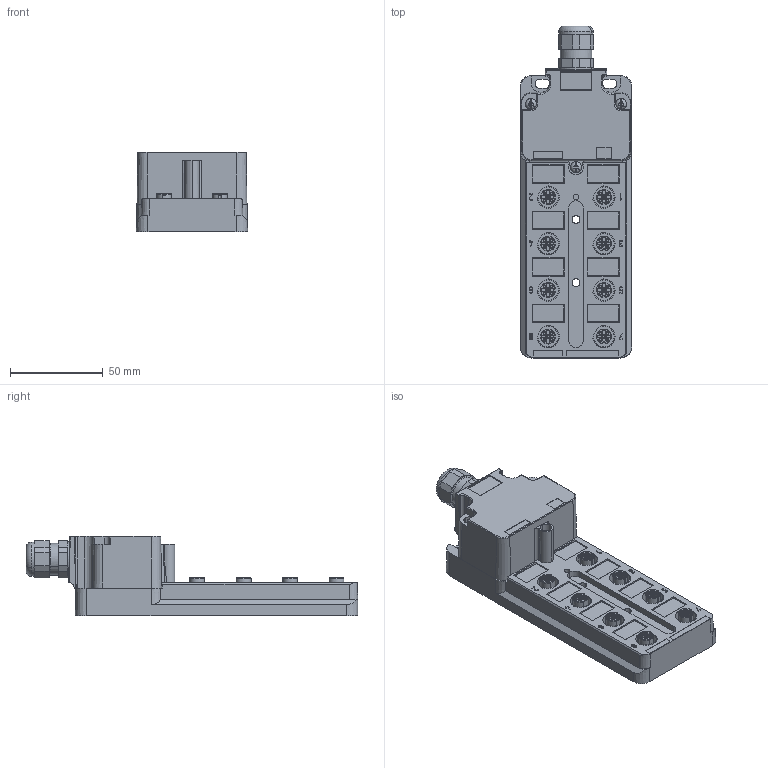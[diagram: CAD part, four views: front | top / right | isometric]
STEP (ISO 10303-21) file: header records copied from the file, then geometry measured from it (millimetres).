
FILE_DESCRIPTION(('CATIA V5 STEP Exchange','CAx-IF Rec.Pracs.--- Model Styling and Organization---1.4--- 2014-01-23'),'2;1');
FILE_NAME ('021406-2_1_1783510000_1783510000.stp','2020-01-08T10:01:53+00:00',('none'),('Weidmueller'),'CATIA Version 5-6 Release 2016 SP3 HF44','CATIA V5 STEP AP214','none');
FILE_SCHEMA(('AUTOMOTIVE_DESIGN { 1 0 10303 214 1 1 1 1 }'));
Products named in the file (1): 1783510000
Bounding box: 60 x 178.5 x 43 mm (x, y, z)
Volume: 184215.7 mm3; surface area: 81315.3 mm2
Topology: 30 solids, 31 shells, 3219 faces, 8051 edges, 5154 vertices
Faces by surface type: plane 1688, cylinder 1019, cone 382, torus 114, bspline 8, sphere 8
Entity records: 95461 total; most frequent: CARTESIAN_POINT 20036, ORIENTED_EDGE 16074, DIRECTION 12662, EDGE_CURVE 8037, AXIS2_PLACEMENT_3D 5196, VERTEX_POINT 5154, VECTOR 4829, LINE 4829
